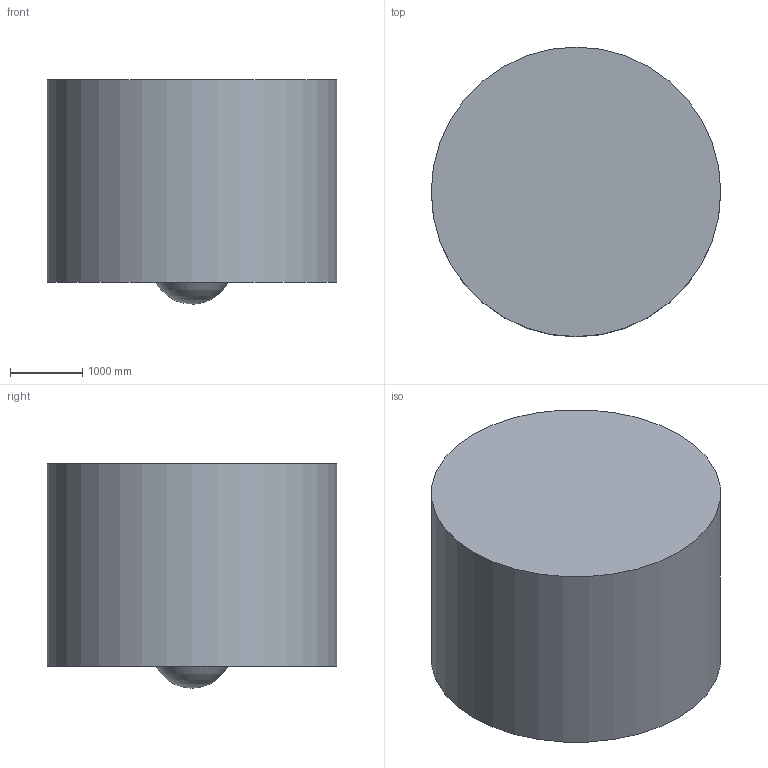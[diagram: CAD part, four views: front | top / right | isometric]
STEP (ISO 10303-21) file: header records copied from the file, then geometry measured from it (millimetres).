
FILE_DESCRIPTION(('FreeCAD Model'),'2;1');
FILE_NAME('bell_acoustics.step','2017-08-15T22:15:04',('Author') ,(''),'Open CASCADE STEP processor 6.8','FreeCAD','Unknown');
FILE_SCHEMA(('AUTOMOTIVE_DESIGN_CC2 { 1 2 10303 214 -1 1 5 4 }'));
Length unit declared in the file: millimetre
Products named in the file (3): ASSEMBLY; Fusion002; Cut006
Assembly tree (2 placements, depth 2):
  ASSEMBLY
    Fusion002
    Cut006
Bounding box: 4000 x 4000 x 3100 mm (x, y, z)
Volume: 35317784431 mm3; surface area: 79207695.1 mm2
Topology: 2 solids, 3 shells, 76 faces, 168 edges, 98 vertices
Faces by surface type: bspline 22, cylinder 17, revolution 12, plane 12, torus 8, sphere 5
Full cylindrical faces by diameter (mm): 4000 x1
Entity records: 14456 total; most frequent: CARTESIAN_POINT 11440, DIRECTION 459, ORIENTED_EDGE 330, PCURVE 330, DEFINITIONAL_REPRESENTATION 330, LINE 198, VECTOR 198, EDGE_CURVE 165
